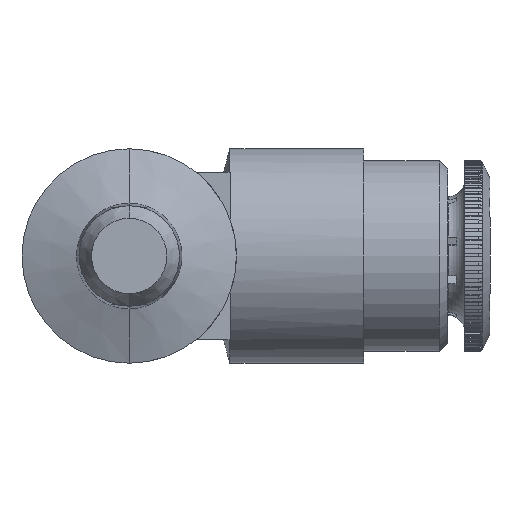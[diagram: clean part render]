
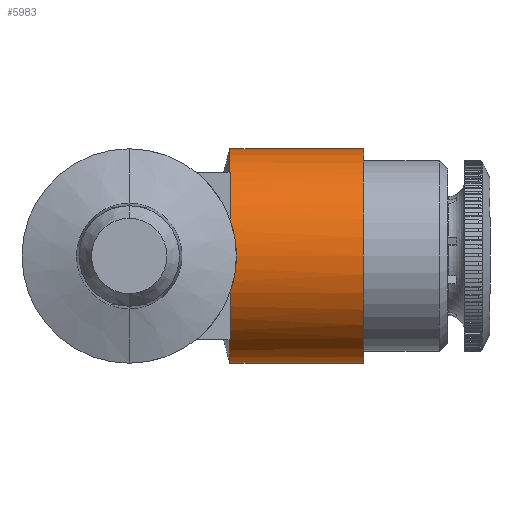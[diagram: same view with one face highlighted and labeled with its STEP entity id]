
A CAD part, front view. The second image highlights one B-rep face of the part: STEP entity #5983.
In plain terms, the highlighted cylindrical face has radius 6.4 mm (diameter 12.8 mm), a partial arc.
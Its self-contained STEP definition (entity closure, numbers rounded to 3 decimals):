
#1548 = CARTESIAN_POINT ( 'NONE',  ( -13.484, -6.004, -2.217 ) ) ;
#1549 = CARTESIAN_POINT ( 'NONE',  ( -13.484, -3.995, -5. ) ) ;
#1552 = CARTESIAN_POINT ( 'NONE',  ( -13.491, -6.004, -2.217 ) ) ;
#1554 = CARTESIAN_POINT ( 'NONE',  ( -13.484, -3.995, 5. ) ) ;
#1555 = CARTESIAN_POINT ( 'NONE',  ( -13.491, -6.004, 2.217 ) ) ;
#1557 = CARTESIAN_POINT ( 'NONE',  ( -13.491, -3.995, 5. ) ) ;
#1842 = EDGE_CURVE ( 'NONE', #11612, #11613, #13368, .T. ) ;
#1843 = EDGE_CURVE ( 'NONE', #11614, #11615, #13369, .T. ) ;
#1845 = EDGE_CURVE ( 'NONE', #11613, #11622, #13371, .T. ) ;
#1848 = EDGE_CURVE ( 'NONE', #11623, #11598, #2127, .T. ) ;
#2127 =( BOUNDED_CURVE ( )  B_SPLINE_CURVE ( 3, ( #3769, #3768, #3774, #3775 ),
 .UNSPECIFIED., .F., .F. ) 
 B_SPLINE_CURVE_WITH_KNOTS ( ( 4, 4 ),
 ( 5.932, 6.634 ),
 .UNSPECIFIED. ) 
 CURVE ( )  GEOMETRIC_REPRESENTATION_ITEM ( )  RATIONAL_B_SPLINE_CURVE ( ( 1., 0.959, 0.959, 1. ) ) 
 REPRESENTATION_ITEM ( '' )  );
#3547 = VERTEX_POINT ( 'NONE', #1554 ) ;
#3548 = VERTEX_POINT ( 'NONE', #1555 ) ;
#3550 = VERTEX_POINT ( 'NONE', #1552 ) ;
#3551 = VERTEX_POINT ( 'NONE', #1557 ) ;
#3552 = VERTEX_POINT ( 'NONE', #1549 ) ;
#3554 = VERTEX_POINT ( 'NONE', #1548 ) ;
#3744 = DIRECTION ( 'NONE',  ( 1., 0., 0. ) ) ;
#3757 = DIRECTION ( 'NONE',  ( 1., 0., 0. ) ) ;
#3758 = CARTESIAN_POINT ( 'NONE',  ( 0., 0., -6.4 ) ) ;
#3759 = CARTESIAN_POINT ( 'NONE',  ( 0., 0., 6.4 ) ) ;
#3760 = CARTESIAN_POINT ( 'NONE',  ( -13.491, 0., 0. ) ) ;
#3761 = DIRECTION ( 'NONE',  ( 1., 0., 0. ) ) ;
#3762 = DIRECTION ( 'NONE',  ( 0., 0., -1. ) ) ;
#3768 = CARTESIAN_POINT ( 'NONE',  ( -12.964, -6.536, -0.765 ) ) ;
#3769 = CARTESIAN_POINT ( 'NONE',  ( -13.491, -6.009, -2.202 ) ) ;
#3774 = CARTESIAN_POINT ( 'NONE',  ( -12.964, -6.536, 0.765 ) ) ;
#3775 = CARTESIAN_POINT ( 'NONE',  ( -13.491, -6.009, 2.202 ) ) ;
#3978 = CARTESIAN_POINT ( 'NONE',  ( -5.5, 0., 6.4 ) ) ;
#3979 = CARTESIAN_POINT ( 'NONE',  ( -13.491, -6.009, 2.202 ) ) ;
#3980 = CARTESIAN_POINT ( 'NONE',  ( -13.491, 0., -6.4 ) ) ;
#3995 = CARTESIAN_POINT ( 'NONE',  ( -13.491, -3.995, -5. ) ) ;
#3996 = CARTESIAN_POINT ( 'NONE',  ( -13.491, 0., 6.4 ) ) ;
#4003 = CARTESIAN_POINT ( 'NONE',  ( -5.5, 0., -6.4 ) ) ;
#4004 = CARTESIAN_POINT ( 'NONE',  ( -13.491, -6.009, -2.202 ) ) ;
#4021 = CARTESIAN_POINT ( 'NONE',  ( -13.484, -6.004, 2.217 ) ) ;
#4505 = AXIS2_PLACEMENT_3D ( 'NONE', #3760, #3761, #3762 ) ;
#5448 = AXIS2_PLACEMENT_3D ( 'NONE', #11364, #11366, #11363 ) ;
#5470 = AXIS2_PLACEMENT_3D ( 'NONE', #6551, #6552, #6553 ) ;
#5471 = AXIS2_PLACEMENT_3D ( 'NONE', #6554, #6555, #6556 ) ;
#5472 = AXIS2_PLACEMENT_3D ( 'NONE', #6559, #6560, #6561 ) ;
#5473 = AXIS2_PLACEMENT_3D ( 'NONE', #6563, #6564, #6565 ) ;
#5474 = AXIS2_PLACEMENT_3D ( 'NONE', #6567, #6568, #6569 ) ;
#5475 = AXIS2_PLACEMENT_3D ( 'NONE', #6572, #6573, #6574 ) ;
#5983 = ADVANCED_FACE ( 'NONE', ( #6305 ), #6310, .T. ) ;
#6305 = FACE_OUTER_BOUND ( 'NONE', #9163, .T. ) ;
#6310 = CYLINDRICAL_SURFACE ( 'NONE', #5448, 6.4 ) ;
#6316 = LINE ( 'NONE', #6546, #6340 ) ;
#6317 = CIRCLE ( 'NONE', #5470, 6.4 ) ;
#6333 = CIRCLE ( 'NONE', #5471, 6.4 ) ;
#6339 = LINE ( 'NONE', #6566, #6350 ) ;
#6340 = VECTOR ( 'NONE', #6545, 1000. ) ;
#6341 = LINE ( 'NONE', #6549, #6343 ) ;
#6342 = CIRCLE ( 'NONE', #5472, 6.4 ) ;
#6343 = VECTOR ( 'NONE', #6550, 1000. ) ;
#6344 = CIRCLE ( 'NONE', #5473, 6.4 ) ;
#6345 = LINE ( 'NONE', #6557, #6347 ) ;
#6346 = CIRCLE ( 'NONE', #5474, 6.4 ) ;
#6347 = VECTOR ( 'NONE', #6558, 1000. ) ;
#6349 = CIRCLE ( 'NONE', #5475, 6.4 ) ;
#6350 = VECTOR ( 'NONE', #6562, 1000. ) ;
#6545 = DIRECTION ( 'NONE',  ( -1., 0., 0. ) ) ;
#6546 = CARTESIAN_POINT ( 'NONE',  ( 0., -3.995, -5. ) ) ;
#6549 = CARTESIAN_POINT ( 'NONE',  ( 0., -6.004, -2.217 ) ) ;
#6550 = DIRECTION ( 'NONE',  ( -1., 0., 0. ) ) ;
#6551 = CARTESIAN_POINT ( 'NONE',  ( -5.5, 0., 0. ) ) ;
#6552 = DIRECTION ( 'NONE',  ( -1., 0., 0. ) ) ;
#6553 = DIRECTION ( 'NONE',  ( 0., 0., -1. ) ) ;
#6554 = CARTESIAN_POINT ( 'NONE',  ( -13.484, 0., 0. ) ) ;
#6555 = DIRECTION ( 'NONE',  ( -1., 0., 0. ) ) ;
#6556 = DIRECTION ( 'NONE',  ( 0., 0., -1. ) ) ;
#6557 = CARTESIAN_POINT ( 'NONE',  ( 0., -6.004, 2.217 ) ) ;
#6558 = DIRECTION ( 'NONE',  ( 1., 0., 0. ) ) ;
#6559 = CARTESIAN_POINT ( 'NONE',  ( -13.491, 0., 0. ) ) ;
#6560 = DIRECTION ( 'NONE',  ( 1., 0., 0. ) ) ;
#6561 = DIRECTION ( 'NONE',  ( 0., 0., -1. ) ) ;
#6562 = DIRECTION ( 'NONE',  ( -1., 0., 0. ) ) ;
#6563 = CARTESIAN_POINT ( 'NONE',  ( -13.491, 0., 0. ) ) ;
#6564 = DIRECTION ( 'NONE',  ( 1., 0., 0. ) ) ;
#6565 = DIRECTION ( 'NONE',  ( 0., 0., -1. ) ) ;
#6566 = CARTESIAN_POINT ( 'NONE',  ( 0., -3.995, 5. ) ) ;
#6567 = CARTESIAN_POINT ( 'NONE',  ( -13.484, 0., 0. ) ) ;
#6568 = DIRECTION ( 'NONE',  ( -1., 0., 0. ) ) ;
#6569 = DIRECTION ( 'NONE',  ( 0., 0., -1. ) ) ;
#6572 = CARTESIAN_POINT ( 'NONE',  ( -13.491, 0., 0. ) ) ;
#6573 = DIRECTION ( 'NONE',  ( 1., 0., 0. ) ) ;
#6574 = DIRECTION ( 'NONE',  ( 0., 0., -1. ) ) ;
#8175 = EDGE_CURVE ( 'NONE', #11622, #11615, #6317, .T. ) ;
#8176 = EDGE_CURVE ( 'NONE', #3552, #11612, #6316, .T. ) ;
#8177 = EDGE_CURVE ( 'NONE', #3552, #3554, #6333, .T. ) ;
#8178 = EDGE_CURVE ( 'NONE', #3554, #3550, #6341, .T. ) ;
#8179 = EDGE_CURVE ( 'NONE', #11623, #3550, #6342, .T. ) ;
#8180 = EDGE_CURVE ( 'NONE', #3548, #11598, #6344, .T. ) ;
#8181 = EDGE_CURVE ( 'NONE', #3548, #11640, #6345, .T. ) ;
#8182 = EDGE_CURVE ( 'NONE', #11640, #3547, #6346, .T. ) ;
#8183 = EDGE_CURVE ( 'NONE', #3547, #3551, #6339, .T. ) ;
#8184 = EDGE_CURVE ( 'NONE', #11614, #3551, #6349, .T. ) ;
#9163 = EDGE_LOOP ( 'NONE', ( #12043, #12044, #12045, #12046, #12047, #12048, #12049, #12050, #12051, #12052, #12053, #12054, #12055, #12056 ) ) ;
#11363 = DIRECTION ( 'NONE',  ( 0., 0., -1. ) ) ;
#11364 = CARTESIAN_POINT ( 'NONE',  ( 0., 0., 0. ) ) ;
#11366 = DIRECTION ( 'NONE',  ( 1., 0., 0. ) ) ;
#11598 = VERTEX_POINT ( 'NONE', #3979 ) ;
#11612 = VERTEX_POINT ( 'NONE', #3995 ) ;
#11613 = VERTEX_POINT ( 'NONE', #3980 ) ;
#11614 = VERTEX_POINT ( 'NONE', #3996 ) ;
#11615 = VERTEX_POINT ( 'NONE', #3978 ) ;
#11622 = VERTEX_POINT ( 'NONE', #4003 ) ;
#11623 = VERTEX_POINT ( 'NONE', #4004 ) ;
#11640 = VERTEX_POINT ( 'NONE', #4021 ) ;
#12043 = ORIENTED_EDGE ( 'NONE', *, *, #1843, .F. ) ;
#12044 = ORIENTED_EDGE ( 'NONE', *, *, #8184, .T. ) ;
#12045 = ORIENTED_EDGE ( 'NONE', *, *, #8183, .F. ) ;
#12046 = ORIENTED_EDGE ( 'NONE', *, *, #8182, .F. ) ;
#12047 = ORIENTED_EDGE ( 'NONE', *, *, #8181, .F. ) ;
#12048 = ORIENTED_EDGE ( 'NONE', *, *, #8180, .T. ) ;
#12049 = ORIENTED_EDGE ( 'NONE', *, *, #1848, .F. ) ;
#12050 = ORIENTED_EDGE ( 'NONE', *, *, #8179, .T. ) ;
#12051 = ORIENTED_EDGE ( 'NONE', *, *, #8178, .F. ) ;
#12052 = ORIENTED_EDGE ( 'NONE', *, *, #8177, .F. ) ;
#12053 = ORIENTED_EDGE ( 'NONE', *, *, #8176, .T. ) ;
#12054 = ORIENTED_EDGE ( 'NONE', *, *, #1842, .T. ) ;
#12055 = ORIENTED_EDGE ( 'NONE', *, *, #1845, .T. ) ;
#12056 = ORIENTED_EDGE ( 'NONE', *, *, #8175, .T. ) ;
#13368 = CIRCLE ( 'NONE', #4505, 6.4 ) ;
#13369 = LINE ( 'NONE', #3759, #13370 ) ;
#13370 = VECTOR ( 'NONE', #3744, 1000. ) ;
#13371 = LINE ( 'NONE', #3758, #13373 ) ;
#13373 = VECTOR ( 'NONE', #3757, 1000. ) ;
